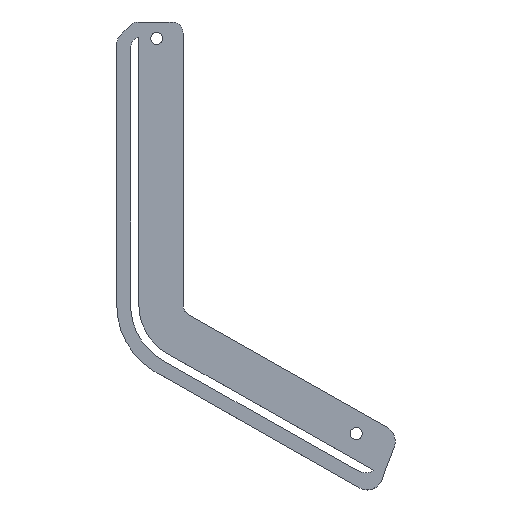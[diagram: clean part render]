
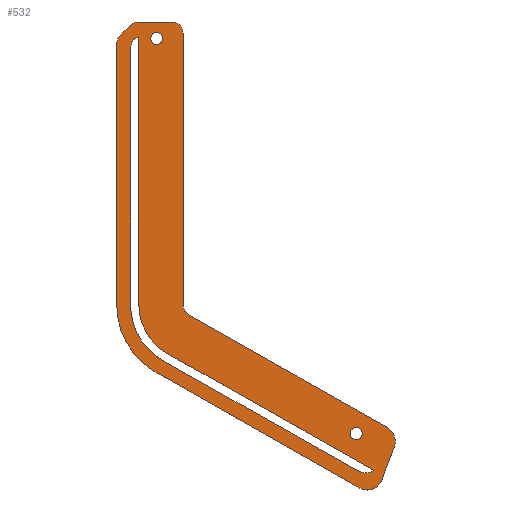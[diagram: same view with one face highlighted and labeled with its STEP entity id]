
A CAD part, top view. The second image highlights one B-rep face of the part: STEP entity #532.
In plain terms, the highlighted planar face has unit normal (0, 0, 1).
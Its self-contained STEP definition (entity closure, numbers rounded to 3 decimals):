
#15=FACE_BOUND('',#100,.T.);
#16=FACE_BOUND('',#101,.T.);
#17=FACE_BOUND('',#102,.T.);
#22=B_SPLINE_CURVE_WITH_KNOTS('',3,(#764,#765,#766,#767),.UNSPECIFIED.,
 .F.,.F.,(4,4),(0.,1.),.UNSPECIFIED.);
#24=B_SPLINE_CURVE_WITH_KNOTS('',3,(#807,#808,#809,#810),.UNSPECIFIED.,
 .F.,.F.,(4,4),(-1.,0.),.UNSPECIFIED.);
#26=B_SPLINE_CURVE_WITH_KNOTS('',3,(#841,#842,#843,#844,#845,#846,#847),
 .UNSPECIFIED.,.F.,.F.,(4,3,4),(0.,0.074,1.),.UNSPECIFIED.);
#28=B_SPLINE_CURVE_WITH_KNOTS('',3,(#893,#894,#895,#896),.UNSPECIFIED.,
 .F.,.F.,(4,4),(-1.,0.),.UNSPECIFIED.);
#45=PLANE('',#587);
#72=FACE_OUTER_BOUND('',#99,.T.);
#99=EDGE_LOOP('',(#448,#449,#450,#451,#452,#453,#454,#455,#456,#457,#458,
#459,#460,#461));
#100=EDGE_LOOP('',(#462,#463,#464,#465,#466,#467,#468,#469,#470));
#101=EDGE_LOOP('',(#471));
#102=EDGE_LOOP('',(#472));
#112=LINE('',#748,#161);
#116=LINE('',#773,#165);
#119=LINE('',#779,#168);
#123=LINE('',#791,#172);
#127=LINE('',#814,#176);
#131=LINE('',#853,#180);
#135=LINE('',#865,#184);
#139=LINE('',#877,#188);
#143=LINE('',#902,#192);
#147=LINE('',#914,#196);
#151=LINE('',#926,#200);
#155=LINE('',#936,#204);
#161=VECTOR('',#616,10.);
#165=VECTOR('',#622,10.);
#168=VECTOR('',#627,10.);
#172=VECTOR('',#639,10.);
#176=VECTOR('',#645,10.);
#180=VECTOR('',#651,10.);
#184=VECTOR('',#663,10.);
#188=VECTOR('',#675,10.);
#192=VECTOR('',#681,10.);
#196=VECTOR('',#693,10.);
#200=VECTOR('',#705,10.);
#204=VECTOR('',#717,10.);
#205=CIRCLE('',#549,1.1);
#207=CIRCLE('',#552,1.1);
#210=CIRCLE('',#556,2.);
#212=CIRCLE('',#562,2.);
#214=CIRCLE('',#568,3.);
#216=CIRCLE('',#572,2.75);
#218=CIRCLE('',#577,2.);
#220=CIRCLE('',#581,2.);
#222=CIRCLE('',#585,2.);
#223=VERTEX_POINT('',#724);
#225=VERTEX_POINT('',#730);
#229=VERTEX_POINT('',#739);
#230=VERTEX_POINT('',#741);
#232=VERTEX_POINT('',#747);
#234=VERTEX_POINT('',#763);
#236=VERTEX_POINT('',#772);
#238=VERTEX_POINT('',#778);
#240=VERTEX_POINT('',#784);
#242=VERTEX_POINT('',#790);
#244=VERTEX_POINT('',#806);
#247=VERTEX_POINT('',#838);
#248=VERTEX_POINT('',#840);
#250=VERTEX_POINT('',#852);
#252=VERTEX_POINT('',#858);
#254=VERTEX_POINT('',#864);
#256=VERTEX_POINT('',#870);
#258=VERTEX_POINT('',#876);
#260=VERTEX_POINT('',#892);
#262=VERTEX_POINT('',#901);
#264=VERTEX_POINT('',#907);
#266=VERTEX_POINT('',#913);
#268=VERTEX_POINT('',#919);
#270=VERTEX_POINT('',#925);
#272=VERTEX_POINT('',#931);
#273=EDGE_CURVE('',#223,#223,#205,.T.);
#276=EDGE_CURVE('',#225,#225,#207,.T.);
#281=EDGE_CURVE('',#230,#229,#210,.T.);
#284=EDGE_CURVE('',#232,#230,#112,.T.);
#287=EDGE_CURVE('',#234,#232,#22,.T.);
#290=EDGE_CURVE('',#236,#234,#116,.T.);
#293=EDGE_CURVE('',#238,#236,#119,.T.);
#296=EDGE_CURVE('',#240,#238,#212,.T.);
#299=EDGE_CURVE('',#242,#240,#123,.T.);
#302=EDGE_CURVE('',#244,#242,#24,.T.);
#305=EDGE_CURVE('',#229,#244,#127,.T.);
#308=EDGE_CURVE('',#248,#247,#26,.T.);
#311=EDGE_CURVE('',#250,#248,#131,.T.);
#314=EDGE_CURVE('',#252,#250,#214,.T.);
#317=EDGE_CURVE('',#254,#252,#135,.T.);
#320=EDGE_CURVE('',#256,#254,#216,.T.);
#323=EDGE_CURVE('',#258,#256,#139,.T.);
#326=EDGE_CURVE('',#260,#258,#28,.T.);
#329=EDGE_CURVE('',#262,#260,#143,.T.);
#332=EDGE_CURVE('',#264,#262,#218,.T.);
#335=EDGE_CURVE('',#266,#264,#147,.T.);
#338=EDGE_CURVE('',#268,#266,#220,.T.);
#341=EDGE_CURVE('',#270,#268,#151,.T.);
#344=EDGE_CURVE('',#272,#270,#222,.T.);
#347=EDGE_CURVE('',#247,#272,#155,.T.);
#448=ORIENTED_EDGE('',*,*,#347,.T.);
#449=ORIENTED_EDGE('',*,*,#344,.T.);
#450=ORIENTED_EDGE('',*,*,#341,.T.);
#451=ORIENTED_EDGE('',*,*,#338,.T.);
#452=ORIENTED_EDGE('',*,*,#335,.T.);
#453=ORIENTED_EDGE('',*,*,#332,.T.);
#454=ORIENTED_EDGE('',*,*,#329,.T.);
#455=ORIENTED_EDGE('',*,*,#326,.T.);
#456=ORIENTED_EDGE('',*,*,#323,.T.);
#457=ORIENTED_EDGE('',*,*,#320,.T.);
#458=ORIENTED_EDGE('',*,*,#317,.T.);
#459=ORIENTED_EDGE('',*,*,#314,.T.);
#460=ORIENTED_EDGE('',*,*,#311,.T.);
#461=ORIENTED_EDGE('',*,*,#308,.T.);
#462=ORIENTED_EDGE('',*,*,#305,.T.);
#463=ORIENTED_EDGE('',*,*,#302,.T.);
#464=ORIENTED_EDGE('',*,*,#299,.T.);
#465=ORIENTED_EDGE('',*,*,#296,.T.);
#466=ORIENTED_EDGE('',*,*,#293,.T.);
#467=ORIENTED_EDGE('',*,*,#290,.T.);
#468=ORIENTED_EDGE('',*,*,#287,.T.);
#469=ORIENTED_EDGE('',*,*,#284,.T.);
#470=ORIENTED_EDGE('',*,*,#281,.T.);
#471=ORIENTED_EDGE('',*,*,#276,.T.);
#472=ORIENTED_EDGE('',*,*,#273,.T.);
#532=ADVANCED_FACE('',(#72,#15,#16,#17),#45,.T.);
#549=AXIS2_PLACEMENT_3D('',#725,#593,#594);
#552=AXIS2_PLACEMENT_3D('',#731,#600,#601);
#556=AXIS2_PLACEMENT_3D('',#742,#610,#611);
#562=AXIS2_PLACEMENT_3D('',#785,#633,#634);
#568=AXIS2_PLACEMENT_3D('',#859,#657,#658);
#572=AXIS2_PLACEMENT_3D('',#871,#669,#670);
#577=AXIS2_PLACEMENT_3D('',#908,#687,#688);
#581=AXIS2_PLACEMENT_3D('',#920,#699,#700);
#585=AXIS2_PLACEMENT_3D('',#932,#711,#712);
#587=AXIS2_PLACEMENT_3D('',#937,#718,#719);
#593=DIRECTION('center_axis',(0.,0.,-1.));
#594=DIRECTION('ref_axis',(-1.,0.,0.));
#600=DIRECTION('center_axis',(0.,0.,-1.));
#601=DIRECTION('ref_axis',(-1.,0.,0.));
#610=DIRECTION('center_axis',(0.,0.,-1.));
#611=DIRECTION('ref_axis',(-0.221,0.975,0.));
#616=DIRECTION('',(0.,1.,0.));
#622=DIRECTION('',(-0.87,0.493,0.));
#627=DIRECTION('',(-0.922,0.388,0.));
#633=DIRECTION('center_axis',(0.,0.,-1.));
#634=DIRECTION('ref_axis',(-0.388,-0.922,0.));
#639=DIRECTION('',(0.87,-0.493,0.));
#645=DIRECTION('',(0.,-1.,0.));
#651=DIRECTION('',(-0.87,0.493,0.));
#657=DIRECTION('center_axis',(0.,0.,1.));
#658=DIRECTION('ref_axis',(0.935,-0.355,0.));
#663=DIRECTION('',(0.355,0.935,0.));
#669=DIRECTION('center_axis',(0.,0.,1.));
#670=DIRECTION('ref_axis',(-0.493,-0.87,0.));
#675=DIRECTION('',(0.87,-0.493,0.));
#681=DIRECTION('',(0.,-1.,0.));
#687=DIRECTION('center_axis',(0.,0.,1.));
#688=DIRECTION('ref_axis',(-0.723,0.691,0.));
#693=DIRECTION('',(-0.691,-0.723,0.));
#699=DIRECTION('center_axis',(0.,0.,1.));
#700=DIRECTION('ref_axis',(0.,1.,0.));
#705=DIRECTION('',(-1.,0.,0.));
#711=DIRECTION('center_axis',(0.,0.,1.));
#712=DIRECTION('ref_axis',(1.,0.,0.));
#717=DIRECTION('',(0.,1.,0.));
#718=DIRECTION('center_axis',(0.,0.,1.));
#719=DIRECTION('ref_axis',(-1.,0.,0.));
#724=CARTESIAN_POINT('',(4.459,64.449,3.6));
#725=CARTESIAN_POINT('Origin',(3.359,64.449,3.6));
#730=CARTESIAN_POINT('',(40.525,-7.044,3.6));
#731=CARTESIAN_POINT('Origin',(39.425,-7.044,3.6));
#739=CARTESIAN_POINT('',(0.137,64.671,3.6));
#741=CARTESIAN_POINT('',(-1.363,62.734,3.6));
#742=CARTESIAN_POINT('Origin',(0.637,62.734,3.6));
#747=CARTESIAN_POINT('',(-1.363,16.211,3.6));
#748=CARTESIAN_POINT('',(-1.363,62.734,3.6));
#763=CARTESIAN_POINT('',(4.467,6.206,3.6));
#764=CARTESIAN_POINT('Ctrl Pts',(4.467,6.206,3.6));
#765=CARTESIAN_POINT('Ctrl Pts',(0.869,8.245,3.6));
#766=CARTESIAN_POINT('Ctrl Pts',(-1.363,12.075,3.6));
#767=CARTESIAN_POINT('Ctrl Pts',(-1.363,16.211,3.6));
#772=CARTESIAN_POINT('',(39.262,-13.514,3.6));
#773=CARTESIAN_POINT('',(4.467,6.206,3.6));
#778=CARTESIAN_POINT('',(40.406,-13.995,3.6));
#779=CARTESIAN_POINT('',(39.262,-13.514,3.6));
#784=CARTESIAN_POINT('',(42.521,-13.637,3.6));
#785=CARTESIAN_POINT('Origin',(41.182,-12.152,3.6));
#790=CARTESIAN_POINT('',(5.206,7.511,3.6));
#791=CARTESIAN_POINT('',(5.206,7.511,3.6));
#806=CARTESIAN_POINT('',(0.137,16.211,3.6));
#807=CARTESIAN_POINT('Ctrl Pts',(0.137,16.211,3.6));
#808=CARTESIAN_POINT('Ctrl Pts',(0.137,12.609,3.6));
#809=CARTESIAN_POINT('Ctrl Pts',(2.073,9.286,3.6));
#810=CARTESIAN_POINT('Ctrl Pts',(5.206,7.511,3.6));
#814=CARTESIAN_POINT('',(0.137,64.403,3.6));
#838=CARTESIAN_POINT('',(8.137,16.211,3.6));
#840=CARTESIAN_POINT('',(9.151,14.471,3.6));
#841=CARTESIAN_POINT('Ctrl Pts',(9.151,14.471,3.6));
#842=CARTESIAN_POINT('Ctrl Pts',(9.104,14.497,3.6));
#843=CARTESIAN_POINT('Ctrl Pts',(9.058,14.525,3.6));
#844=CARTESIAN_POINT('Ctrl Pts',(9.015,14.555,3.6));
#845=CARTESIAN_POINT('Ctrl Pts',(8.467,14.925,3.6));
#846=CARTESIAN_POINT('Ctrl Pts',(8.137,15.531,3.6));
#847=CARTESIAN_POINT('Ctrl Pts',(8.137,16.211,3.6));
#852=CARTESIAN_POINT('',(44.971,-5.83,3.6));
#853=CARTESIAN_POINT('',(9.151,14.471,3.6));
#858=CARTESIAN_POINT('',(46.296,-9.506,3.6));
#859=CARTESIAN_POINT('Origin',(43.492,-8.44,3.6));
#864=CARTESIAN_POINT('',(44.035,-15.452,3.6));
#865=CARTESIAN_POINT('',(46.296,-9.506,3.6));
#870=CARTESIAN_POINT('',(40.109,-16.868,3.6));
#871=CARTESIAN_POINT('Origin',(41.465,-14.475,3.6));
#876=CARTESIAN_POINT('',(3.234,4.031,3.6));
#877=CARTESIAN_POINT('',(3.234,4.031,3.6));
#892=CARTESIAN_POINT('',(-3.863,16.211,3.6));
#893=CARTESIAN_POINT('Ctrl Pts',(-3.863,16.211,3.6));
#894=CARTESIAN_POINT('Ctrl Pts',(-3.863,11.175,3.6));
#895=CARTESIAN_POINT('Ctrl Pts',(-1.146,6.513,3.6));
#896=CARTESIAN_POINT('Ctrl Pts',(3.234,4.031,3.6));
#901=CARTESIAN_POINT('',(-3.863,63.459,3.6));
#902=CARTESIAN_POINT('',(-3.863,63.459,3.6));
#907=CARTESIAN_POINT('',(-3.31,64.84,3.6));
#908=CARTESIAN_POINT('Origin',(-1.863,63.459,3.6));
#913=CARTESIAN_POINT('',(-1.454,66.784,3.6));
#914=CARTESIAN_POINT('',(-1.454,66.784,3.6));
#919=CARTESIAN_POINT('',(-0.007,67.403,3.6));
#920=CARTESIAN_POINT('Origin',(-0.007,65.403,3.6));
#925=CARTESIAN_POINT('',(6.137,67.403,3.6));
#926=CARTESIAN_POINT('',(6.137,67.403,3.6));
#931=CARTESIAN_POINT('',(8.137,65.403,3.6));
#932=CARTESIAN_POINT('Origin',(6.137,65.403,3.6));
#936=CARTESIAN_POINT('',(8.137,64.403,3.6));
#937=CARTESIAN_POINT('Origin',(21.314,25.089,3.6));
